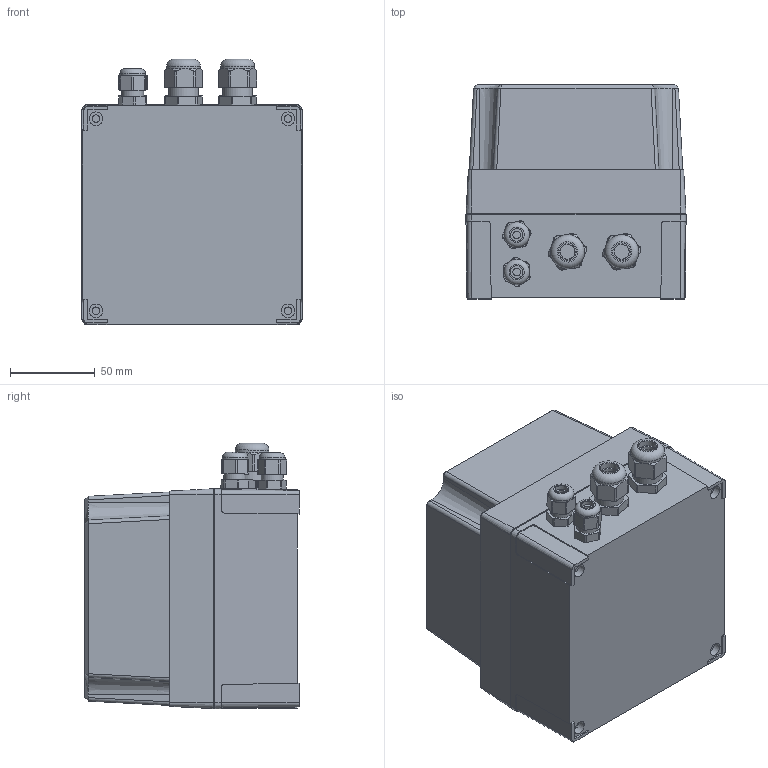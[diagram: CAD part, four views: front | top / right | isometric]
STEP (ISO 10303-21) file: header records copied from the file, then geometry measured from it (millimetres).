
FILE_DESCRIPTION(/* description */ (''),/* implementation_level */ '2;1');
FILE_NAME(/* name */ 'AV000016.stp',/* time_stamp */ '2016-09-29T09:25:39+02:00',/* author */ ('mitarbeiter'),/* organization */ (''),/* preprocessor_version */ 'ST-DEVELOPER v15.2',/* originating_system */ 'Autodesk Inventor 2014',/* authorisation */ '');
FILE_SCHEMA (('AUTOMOTIVE_DESIGN { 1 0 10303 214 3 1 1 }'));
Length unit declared in the file: millimetre
Products named in the file (6): PanBox 1x1 Boden vereinfacht gebohrt; PanBox 1x1 Haube vereinfacht; 3GPB002 Kabelverschraubung  M16; 3GPB001 Kabelverschraubung  M12; Deckelverschluss; AV000016
Bounding box: 130.1 x 126.6 x 156.96 mm (x, y, z)
Volume: 299219.2 mm3; surface area: 211938.8 mm2
Topology: 10 solids, 10 shells, 704 faces, 1825 edges, 1207 vertices
Faces by surface type: plane 422, cylinder 184, cone 68, torus 16, bspline 14
Full cylindrical faces by diameter (mm): 2.5 x8, 3.2 x8, 4 x8, 4.5 x6, 7 x4, 7.4 x2, 8 x22, 8.807 x2, 9 x2, 9.259 x2, 9.9 x8, 10.5 x8, 11 x4, 11.6 x4, 13 x2, 13.8 x8, 14.5 x2, 15 x2, 17.5 x2, 20 x2
Entity records: 18357 total; most frequent: CARTESIAN_POINT 7402, DIRECTION 2241, ORIENTED_EDGE 2152, EDGE_CURVE 1076, AXIS2_PLACEMENT_3D 830, VERTEX_POINT 765, EDGE_LOOP 621, LINE 581
